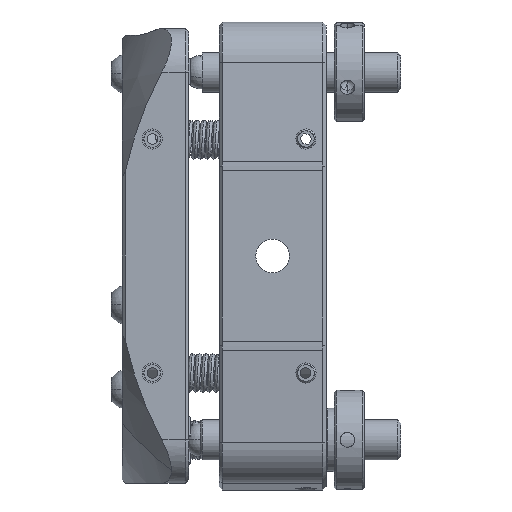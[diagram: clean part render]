
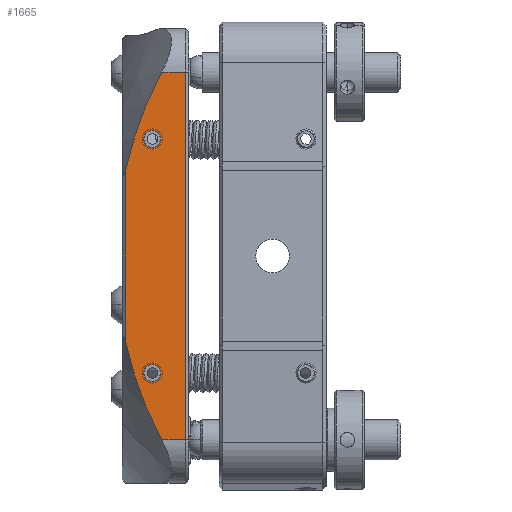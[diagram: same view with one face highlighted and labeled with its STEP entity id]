
A CAD part, left-side view. The second image highlights one B-rep face of the part: STEP entity #1665.
In plain terms, the highlighted planar face has unit normal (-1, 0, 0).
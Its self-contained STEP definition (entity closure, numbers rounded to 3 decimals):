
#562 = VERTEX_POINT ( 'NONE', #27281 ) ;
#1665 = ADVANCED_FACE ( 'NONE', ( #25496, #5881, #27225 ), #30542, .F. ) ;
#1669 = LINE ( 'NONE', #20972, #23040 ) ;
#1694 = ORIENTED_EDGE ( 'NONE', *, *, #27269, .F. ) ;
#2113 = ORIENTED_EDGE ( 'NONE', *, *, #20431, .F. ) ;
#2737 = DIRECTION ( 'NONE',  ( 0., 0., -1. ) ) ;
#5200 = AXIS2_PLACEMENT_3D ( 'NONE', #7408, #29723, #7886 ) ;
#5564 = VERTEX_POINT ( 'NONE', #9892 ) ;
#5830 = DIRECTION ( 'NONE',  ( -1., 0., 0. ) ) ;
#5881 = FACE_BOUND ( 'NONE', #14278, .T. ) ;
#6973 = DIRECTION ( 'NONE',  ( 0., 0., 1. ) ) ;
#7334 = ORIENTED_EDGE ( 'NONE', *, *, #18885, .T. ) ;
#7408 = CARTESIAN_POINT ( 'NONE',  ( -43.974, 15.723, 52.5 ) ) ;
#7552 = VERTEX_POINT ( 'NONE', #9193 ) ;
#7886 = DIRECTION ( 'NONE',  ( 0., -1., 0. ) ) ;
#7945 = VERTEX_POINT ( 'NONE', #32907 ) ;
#8402 = EDGE_LOOP ( 'NONE', ( #14737, #18966 ) ) ;
#8484 = DIRECTION ( 'NONE',  ( 1., 0., 0. ) ) ;
#8649 = EDGE_CURVE ( 'NONE', #23098, #7552, #10031, .T. ) ;
#9193 = CARTESIAN_POINT ( 'NONE',  ( -43.974, 14.473, 52.5 ) ) ;
#9712 = EDGE_CURVE ( 'NONE', #27614, #31745, #25709, .T. ) ;
#9892 = CARTESIAN_POINT ( 'NONE',  ( -43.974, 14.298, 97.5 ) ) ;
#10031 = CIRCLE ( 'NONE', #11622, 1.25 ) ;
#10124 = CARTESIAN_POINT ( 'NONE',  ( -43.974, 10.723, 97.5 ) ) ;
#10829 = DIRECTION ( 'NONE',  ( 1., 0., 0. ) ) ;
#11622 = AXIS2_PLACEMENT_3D ( 'NONE', #12394, #31785, #15090 ) ;
#12394 = CARTESIAN_POINT ( 'NONE',  ( -43.974, 15.723, 52.5 ) ) ;
#12769 = CARTESIAN_POINT ( 'NONE',  ( -43.974, 20.223, 97.5 ) ) ;
#13626 = CARTESIAN_POINT ( 'NONE',  ( -43.974, -37.777, 70. ) ) ;
#13978 = LINE ( 'NONE', #29172, #21846 ) ;
#14278 = EDGE_LOOP ( 'NONE', ( #15830, #35014 ) ) ;
#14677 = AXIS2_PLACEMENT_3D ( 'NONE', #17921, #29163, #23525 ) ;
#14737 = ORIENTED_EDGE ( 'NONE', *, *, #20050, .F. ) ;
#15090 = DIRECTION ( 'NONE',  ( 0., -1., 0. ) ) ;
#15830 = ORIENTED_EDGE ( 'NONE', *, *, #19737, .F. ) ;
#15893 = CARTESIAN_POINT ( 'NONE',  ( -43.974, 16.973, 52.5 ) ) ;
#16357 = EDGE_CURVE ( 'NONE', #562, #20311, #13978, .T. ) ;
#16598 = CARTESIAN_POINT ( 'NONE',  ( -43.974, 14.298, 42.5 ) ) ;
#16639 = CARTESIAN_POINT ( 'NONE',  ( -43.974, 20.223, 42.5 ) ) ;
#17725 = LINE ( 'NONE', #12769, #21208 ) ;
#17920 = LINE ( 'NONE', #33385, #34059 ) ;
#17921 = CARTESIAN_POINT ( 'NONE',  ( -43.974, 15.723, 87.5 ) ) ;
#18885 = EDGE_CURVE ( 'NONE', #28806, #7945, #1669, .T. ) ;
#18966 = ORIENTED_EDGE ( 'NONE', *, *, #9712, .F. ) ;
#19231 = CIRCLE ( 'NONE', #30427, 58.89 ) ;
#19468 = DIRECTION ( 'NONE',  ( 0., -1., 0. ) ) ;
#19737 = EDGE_CURVE ( 'NONE', #7552, #23098, #21672, .T. ) ;
#19825 = DIRECTION ( 'NONE',  ( 1., 0., 0. ) ) ;
#20050 = EDGE_CURVE ( 'NONE', #31745, #27614, #26452, .T. ) ;
#20311 = VERTEX_POINT ( 'NONE', #10124 ) ;
#20391 = CIRCLE ( 'NONE', #25173, 58.89 ) ;
#20431 = EDGE_CURVE ( 'NONE', #5564, #20311, #17725, .T. ) ;
#20972 = CARTESIAN_POINT ( 'NONE',  ( -43.974, 19.723, 42.5 ) ) ;
#21089 = EDGE_CURVE ( 'NONE', #26742, #7945, #20391, .T. ) ;
#21208 = VECTOR ( 'NONE', #28875, 1000. ) ;
#21450 = CARTESIAN_POINT ( 'NONE',  ( -43.974, 19.723, 82.718 ) ) ;
#21672 = CIRCLE ( 'NONE', #5200, 1.25 ) ;
#21846 = VECTOR ( 'NONE', #6973, 1000. ) ;
#22174 = DIRECTION ( 'NONE',  ( 0., 0., -1. ) ) ;
#22361 = EDGE_LOOP ( 'NONE', ( #29155, #36013, #31350, #2113, #1694, #7334 ) ) ;
#22539 = CARTESIAN_POINT ( 'NONE',  ( -43.974, 15.723, 87.5 ) ) ;
#23040 = VECTOR ( 'NONE', #29893, 1000. ) ;
#23098 = VERTEX_POINT ( 'NONE', #15893 ) ;
#23525 = DIRECTION ( 'NONE',  ( 0., -1., 0. ) ) ;
#25173 = AXIS2_PLACEMENT_3D ( 'NONE', #25322, #19825, #30955 ) ;
#25322 = CARTESIAN_POINT ( 'NONE',  ( -43.974, -37.777, 70. ) ) ;
#25496 = FACE_BOUND ( 'NONE', #8402, .T. ) ;
#25709 = CIRCLE ( 'NONE', #35935, 1.25 ) ;
#26452 = CIRCLE ( 'NONE', #14677, 1.25 ) ;
#26742 = VERTEX_POINT ( 'NONE', #16598 ) ;
#26871 = CARTESIAN_POINT ( 'NONE',  ( -43.974, 16.973, 87.5 ) ) ;
#27225 = FACE_OUTER_BOUND ( 'NONE', #22361, .T. ) ;
#27269 = EDGE_CURVE ( 'NONE', #28806, #5564, #19231, .T. ) ;
#27281 = CARTESIAN_POINT ( 'NONE',  ( -43.974, 10.723, 42.5 ) ) ;
#27614 = VERTEX_POINT ( 'NONE', #26871 ) ;
#27762 = DIRECTION ( 'NONE',  ( 0., -1., 0. ) ) ;
#28806 = VERTEX_POINT ( 'NONE', #21450 ) ;
#28875 = DIRECTION ( 'NONE',  ( 0., -1., 0. ) ) ;
#29021 = EDGE_CURVE ( 'NONE', #26742, #562, #17920, .T. ) ;
#29155 = ORIENTED_EDGE ( 'NONE', *, *, #21089, .F. ) ;
#29163 = DIRECTION ( 'NONE',  ( -1., 0., 0. ) ) ;
#29172 = CARTESIAN_POINT ( 'NONE',  ( -43.974, 10.723, 42.5 ) ) ;
#29281 = AXIS2_PLACEMENT_3D ( 'NONE', #16639, #8484, #2737 ) ;
#29723 = DIRECTION ( 'NONE',  ( -1., 0., 0. ) ) ;
#29893 = DIRECTION ( 'NONE',  ( 0., 0., -1. ) ) ;
#30427 = AXIS2_PLACEMENT_3D ( 'NONE', #13626, #10829, #22174 ) ;
#30542 = PLANE ( 'NONE',  #29281 ) ;
#30955 = DIRECTION ( 'NONE',  ( 0., 0., -1. ) ) ;
#31222 = CARTESIAN_POINT ( 'NONE',  ( -43.974, 14.473, 87.5 ) ) ;
#31350 = ORIENTED_EDGE ( 'NONE', *, *, #16357, .T. ) ;
#31745 = VERTEX_POINT ( 'NONE', #31222 ) ;
#31785 = DIRECTION ( 'NONE',  ( -1., 0., 0. ) ) ;
#32907 = CARTESIAN_POINT ( 'NONE',  ( -43.974, 19.723, 57.282 ) ) ;
#33385 = CARTESIAN_POINT ( 'NONE',  ( -43.974, 20.223, 42.5 ) ) ;
#34059 = VECTOR ( 'NONE', #19468, 1000. ) ;
#35014 = ORIENTED_EDGE ( 'NONE', *, *, #8649, .F. ) ;
#35935 = AXIS2_PLACEMENT_3D ( 'NONE', #22539, #5830, #27762 ) ;
#36013 = ORIENTED_EDGE ( 'NONE', *, *, #29021, .T. ) ;
